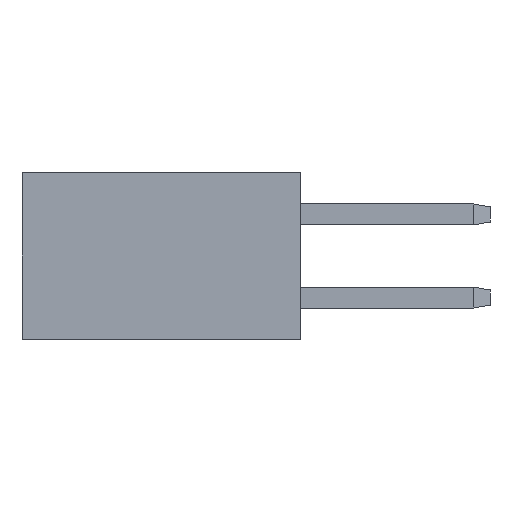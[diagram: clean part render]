
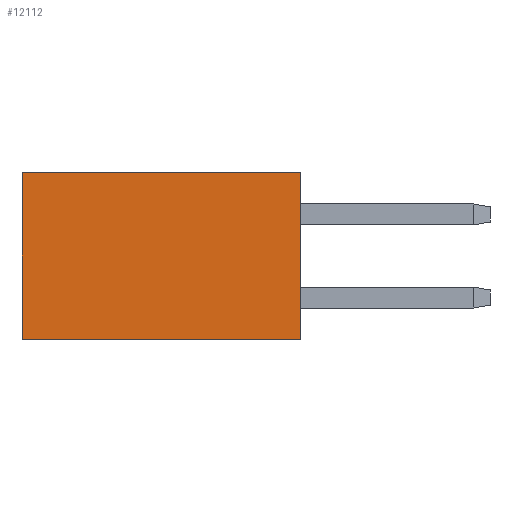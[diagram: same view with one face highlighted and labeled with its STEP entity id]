
A CAD part, left-side view. The second image highlights one B-rep face of the part: STEP entity #12112.
In plain terms, the highlighted planar face has unit normal (-1, 0, 0).
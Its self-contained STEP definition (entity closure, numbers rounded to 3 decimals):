
#826=FACE_OUTER_BOUND('',#1632,.T.);
#1632=EDGE_LOOP('',(#8755,#8756,#8757,#8758));
#2268=LINE('',#16599,#3880);
#2431=LINE('',#16926,#4043);
#2624=LINE('',#17298,#4236);
#2693=LINE('',#17440,#4305);
#3880=VECTOR('',#13532,10.);
#4043=VECTOR('',#13697,10.);
#4236=VECTOR('',#13924,10.);
#4305=VECTOR('',#14139,10.);
#5492=VERTEX_POINT('',#16596);
#5493=VERTEX_POINT('',#16598);
#5655=VERTEX_POINT('',#16924);
#5656=VERTEX_POINT('',#16925);
#6460=EDGE_CURVE('',#5492,#5493,#2268,.T.);
#6623=EDGE_CURVE('',#5655,#5656,#2431,.F.);
#6816=EDGE_CURVE('',#5656,#5492,#2624,.F.);
#6885=EDGE_CURVE('',#5493,#5655,#2693,.F.);
#8755=ORIENTED_EDGE('',*,*,#6816,.F.);
#8756=ORIENTED_EDGE('',*,*,#6623,.F.);
#8757=ORIENTED_EDGE('',*,*,#6885,.F.);
#8758=ORIENTED_EDGE('',*,*,#6460,.F.);
#11386=PLANE('',#12892);
#12112=ADVANCED_FACE('',(#826),#11386,.F.);
#12892=AXIS2_PLACEMENT_3D('',#17439,#14137,#14138);
#13532=DIRECTION('',(0.,0.,1.));
#13697=DIRECTION('',(0.,0.,1.));
#13924=DIRECTION('',(0.,-1.,0.));
#14137=DIRECTION('center_axis',(1.,0.,0.));
#14138=DIRECTION('ref_axis',(0.,0.,
1.));
#14139=DIRECTION('',(0.,1.,0.));
#16596=CARTESIAN_POINT('',(27.935,-5.89,44.542));
#16598=CARTESIAN_POINT('',(27.935,-5.89,49.622));
#16599=CARTESIAN_POINT('',(27.935,-5.89,45.377));
#16924=CARTESIAN_POINT('',(27.935,-14.39,49.622));
#16925=CARTESIAN_POINT('',(27.935,-14.39,44.542));
#16926=CARTESIAN_POINT('',(27.935,-14.39,45.377));
#17298=CARTESIAN_POINT('',(27.935,-14.39,44.542));
#17439=CARTESIAN_POINT('Origin',(27.935,-14.39,44.942));
#17440=CARTESIAN_POINT('',(27.935,-14.39,49.622));
